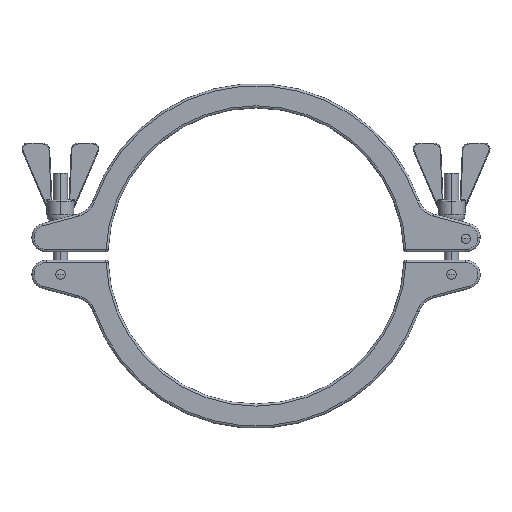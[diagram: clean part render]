
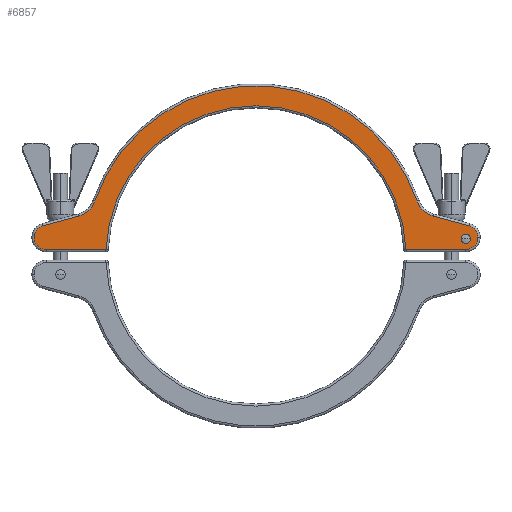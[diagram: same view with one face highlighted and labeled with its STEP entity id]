
A CAD part, top view. The second image highlights one B-rep face of the part: STEP entity #6857.
In plain terms, the highlighted planar face has unit normal (0, 0, 1).
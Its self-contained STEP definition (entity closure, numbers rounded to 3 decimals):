
#290 = EDGE_CURVE ( 'NONE', #16797, #13081, #14354, .T. ) ;
#496 = VERTEX_POINT ( 'NONE', #17363 ) ;
#525 = CARTESIAN_POINT ( 'NONE',  ( 147., 4.5, 12. ) ) ;
#535 = DIRECTION ( 'NONE',  ( 1., 0., 0. ) ) ;
#574 = EDGE_CURVE ( 'NONE', #496, #1164, #9397, .T. ) ;
#674 = CIRCLE ( 'NONE', #14107, 8.5 ) ;
#714 = DIRECTION ( 'NONE',  ( 0., 0., 1. ) ) ;
#742 = ORIENTED_EDGE ( 'NONE', *, *, #1141, .T. ) ;
#883 = ORIENTED_EDGE ( 'NONE', *, *, #5151, .F. ) ;
#945 = VECTOR ( 'NONE', #12614, 1000. ) ;
#1122 = VERTEX_POINT ( 'NONE', #8661 ) ;
#1141 = EDGE_CURVE ( 'NONE', #5008, #496, #3257, .T. ) ;
#1164 = VERTEX_POINT ( 'NONE', #16038 ) ;
#1187 = CARTESIAN_POINT ( 'NONE',  ( 149.2, 21.21, 12. ) ) ;
#1535 = CARTESIAN_POINT ( 'NONE',  ( -149.2, 21.21, 12. ) ) ;
#1576 = CIRCLE ( 'NONE', #17018, 16.5 ) ;
#1712 = CARTESIAN_POINT ( 'NONE',  ( -103.657, 4.5, 12. ) ) ;
#2184 = CARTESIAN_POINT ( 'NONE',  ( 155.5, 13., 12. ) ) ;
#2451 = DIRECTION ( 'NONE',  ( 1., 0., 0. ) ) ;
#2466 = DIRECTION ( 'NONE',  ( -0.966, 0.259, 0. ) ) ;
#2492 = VERTEX_POINT ( 'NONE', #1187 ) ;
#2607 = CARTESIAN_POINT ( 'NONE',  ( 147., 4.5, 12. ) ) ;
#2615 = EDGE_CURVE ( 'NONE', #1122, #5008, #1576, .T. ) ;
#2808 = DIRECTION ( 'NONE',  ( 0., 0., 1. ) ) ;
#2816 = DIRECTION ( 'NONE',  ( 0., 0., 1. ) ) ;
#2897 = CARTESIAN_POINT ( 'NONE',  ( -105.104, 4.5, 12. ) ) ;
#3005 = AXIS2_PLACEMENT_3D ( 'NONE', #9374, #14589, #2451 ) ;
#3124 = ORIENTED_EDGE ( 'NONE', *, *, #6822, .T. ) ;
#3172 = EDGE_LOOP ( 'NONE', ( #883, #15680 ) ) ;
#3257 = LINE ( 'NONE', #1535, #945 ) ;
#3447 = EDGE_CURVE ( 'NONE', #1164, #16797, #14239, .T. ) ;
#3907 = CARTESIAN_POINT ( 'NONE',  ( 124.145, 27.924, 12. ) ) ;
#4340 = EDGE_CURVE ( 'NONE', #13893, #15547, #10230, .T. ) ;
#4737 = VERTEX_POINT ( 'NONE', #2184 ) ;
#4738 = DIRECTION ( 'NONE',  ( 1., 0., 0. ) ) ;
#4873 = DIRECTION ( 'NONE',  ( 0., 0., 1. ) ) ;
#4886 = ORIENTED_EDGE ( 'NONE', *, *, #15574, .T. ) ;
#4896 = CARTESIAN_POINT ( 'NONE',  ( 147., 13., 12. ) ) ;
#5008 = VERTEX_POINT ( 'NONE', #6540 ) ;
#5151 = EDGE_CURVE ( 'NONE', #12830, #12124, #13746, .T. ) ;
#5261 = ORIENTED_EDGE ( 'NONE', *, *, #3447, .T. ) ;
#5266 = DIRECTION ( 'NONE',  ( 1., 0., 0. ) ) ;
#5426 = CARTESIAN_POINT ( 'NONE',  ( 128.416, 43.861, 12. ) ) ;
#5457 = LINE ( 'NONE', #3907, #12501 ) ;
#5820 = CARTESIAN_POINT ( 'NONE',  ( -147., 13., 12. ) ) ;
#6089 = FACE_BOUND ( 'NONE', #3172, .T. ) ;
#6360 = ORIENTED_EDGE ( 'NONE', *, *, #13371, .T. ) ;
#6447 = CARTESIAN_POINT ( 'NONE',  ( 0., 0., 12. ) ) ;
#6531 = CARTESIAN_POINT ( 'NONE',  ( 147., 12., 12. ) ) ;
#6540 = CARTESIAN_POINT ( 'NONE',  ( -124.145, 27.924, 12. ) ) ;
#6822 = EDGE_CURVE ( 'NONE', #13081, #14812, #17128, .T. ) ;
#6857 = ADVANCED_FACE ( 'NONE', ( #8927, #6089 ), #10215, .T. ) ;
#7377 = AXIS2_PLACEMENT_3D ( 'NONE', #6531, #4873, #7799 ) ;
#7411 = EDGE_LOOP ( 'NONE', ( #5261, #8477, #3124, #4886, #9301, #17654, #9562, #6360, #17978, #742, #16031 ) ) ;
#7547 = DIRECTION ( 'NONE',  ( 1., 0., 0. ) ) ;
#7554 = DIRECTION ( 'NONE',  ( 1., 0., 0. ) ) ;
#7637 = CARTESIAN_POINT ( 'NONE',  ( 0., 0., 12. ) ) ;
#7799 = DIRECTION ( 'NONE',  ( 1., 0., 0. ) ) ;
#8035 = CARTESIAN_POINT ( 'NONE',  ( 105.104, 4.5, 12. ) ) ;
#8271 = CIRCLE ( 'NONE', #17297, 8.5 ) ;
#8477 = ORIENTED_EDGE ( 'NONE', *, *, #290, .T. ) ;
#8661 = CARTESIAN_POINT ( 'NONE',  ( -112.802, 38.528, 12. ) ) ;
#8676 = CARTESIAN_POINT ( 'NONE',  ( -128.416, 43.861, 12. ) ) ;
#8688 = DIRECTION ( 'NONE',  ( 1., 0., 0. ) ) ;
#8927 = FACE_OUTER_BOUND ( 'NONE', #7411, .T. ) ;
#9301 = ORIENTED_EDGE ( 'NONE', *, *, #16679, .T. ) ;
#9374 = CARTESIAN_POINT ( 'NONE',  ( 0., 0., 12. ) ) ;
#9397 = CIRCLE ( 'NONE', #17534, 8.5 ) ;
#9562 = ORIENTED_EDGE ( 'NONE', *, *, #4340, .T. ) ;
#9618 = CARTESIAN_POINT ( 'NONE',  ( 143.7, 12., 12. ) ) ;
#9857 = CARTESIAN_POINT ( 'NONE',  ( 150.3, 12., 12. ) ) ;
#10011 = CIRCLE ( 'NONE', #3005, 119.2 ) ;
#10215 = PLANE ( 'NONE',  #15518 ) ;
#10230 = CIRCLE ( 'NONE', #14587, 16.5 ) ;
#10476 = VECTOR ( 'NONE', #7554, 1000. ) ;
#11299 = EDGE_CURVE ( 'NONE', #2492, #13893, #5457, .T. ) ;
#11409 = DIRECTION ( 'NONE',  ( 1., 0., 0. ) ) ;
#11421 = CARTESIAN_POINT ( 'NONE',  ( 112.802, 38.528, 12. ) ) ;
#11507 = VECTOR ( 'NONE', #7547, 1000. ) ;
#11683 = DIRECTION ( 'NONE',  ( 1., 0., 0. ) ) ;
#12063 = CIRCLE ( 'NONE', #7377, 3.3 ) ;
#12124 = VERTEX_POINT ( 'NONE', #9857 ) ;
#12401 = DIRECTION ( 'NONE',  ( 1., 0., 0. ) ) ;
#12501 = VECTOR ( 'NONE', #2466, 1000. ) ;
#12614 = DIRECTION ( 'NONE',  ( -0.966, -0.259, 0. ) ) ;
#12830 = VERTEX_POINT ( 'NONE', #9618 ) ;
#13052 = DIRECTION ( 'NONE',  ( 0., 0., 1. ) ) ;
#13081 = VERTEX_POINT ( 'NONE', #8035 ) ;
#13209 = AXIS2_PLACEMENT_3D ( 'NONE', #6447, #13764, #12401 ) ;
#13371 = EDGE_CURVE ( 'NONE', #15547, #1122, #10011, .T. ) ;
#13746 = CIRCLE ( 'NONE', #16059, 3.3 ) ;
#13764 = DIRECTION ( 'NONE',  ( 0., 0., -1. ) ) ;
#13893 = VERTEX_POINT ( 'NONE', #15910 ) ;
#13955 = DIRECTION ( 'NONE',  ( 1., 0., 0. ) ) ;
#14107 = AXIS2_PLACEMENT_3D ( 'NONE', #15313, #2808, #13955 ) ;
#14239 = LINE ( 'NONE', #1712, #10476 ) ;
#14354 = CIRCLE ( 'NONE', #13209, 105.2 ) ;
#14516 = DIRECTION ( 'NONE',  ( 0., 0., -1. ) ) ;
#14587 = AXIS2_PLACEMENT_3D ( 'NONE', #5426, #16899, #8688 ) ;
#14589 = DIRECTION ( 'NONE',  ( 0., 0., 1. ) ) ;
#14668 = EDGE_CURVE ( 'NONE', #12124, #12830, #12063, .T. ) ;
#14812 = VERTEX_POINT ( 'NONE', #2607 ) ;
#15313 = CARTESIAN_POINT ( 'NONE',  ( 147., 13., 12. ) ) ;
#15518 = AXIS2_PLACEMENT_3D ( 'NONE', #7637, #13052, #11683 ) ;
#15547 = VERTEX_POINT ( 'NONE', #11421 ) ;
#15574 = EDGE_CURVE ( 'NONE', #14812, #4737, #8271, .T. ) ;
#15680 = ORIENTED_EDGE ( 'NONE', *, *, #14668, .F. ) ;
#15910 = CARTESIAN_POINT ( 'NONE',  ( 124.145, 27.924, 12. ) ) ;
#16031 = ORIENTED_EDGE ( 'NONE', *, *, #574, .T. ) ;
#16038 = CARTESIAN_POINT ( 'NONE',  ( -147., 4.5, 12. ) ) ;
#16059 = AXIS2_PLACEMENT_3D ( 'NONE', #17860, #17948, #5266 ) ;
#16679 = EDGE_CURVE ( 'NONE', #4737, #2492, #674, .T. ) ;
#16797 = VERTEX_POINT ( 'NONE', #2897 ) ;
#16899 = DIRECTION ( 'NONE',  ( 0., 0., -1. ) ) ;
#17018 = AXIS2_PLACEMENT_3D ( 'NONE', #8676, #14516, #4738 ) ;
#17128 = LINE ( 'NONE', #525, #11507 ) ;
#17297 = AXIS2_PLACEMENT_3D ( 'NONE', #4896, #714, #535 ) ;
#17363 = CARTESIAN_POINT ( 'NONE',  ( -149.2, 21.21, 12. ) ) ;
#17534 = AXIS2_PLACEMENT_3D ( 'NONE', #5820, #2816, #11409 ) ;
#17654 = ORIENTED_EDGE ( 'NONE', *, *, #11299, .T. ) ;
#17860 = CARTESIAN_POINT ( 'NONE',  ( 147., 12., 12. ) ) ;
#17948 = DIRECTION ( 'NONE',  ( 0., 0., 1. ) ) ;
#17978 = ORIENTED_EDGE ( 'NONE', *, *, #2615, .T. ) ;
